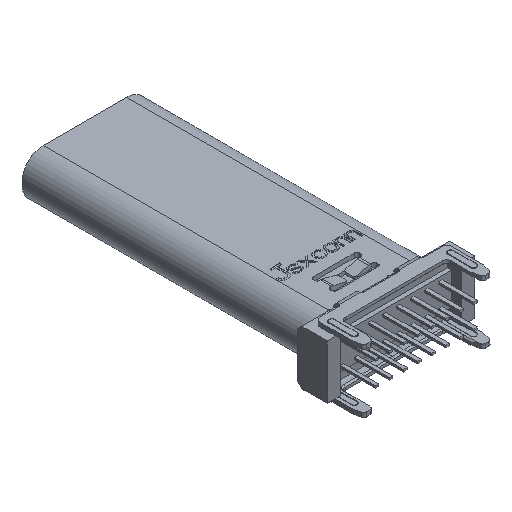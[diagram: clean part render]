
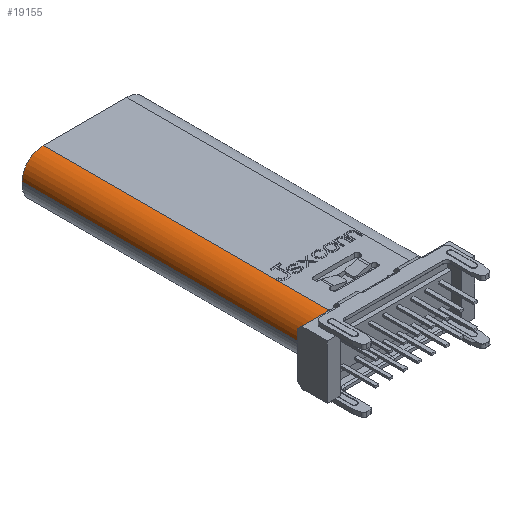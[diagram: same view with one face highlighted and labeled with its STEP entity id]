
A CAD part, isometric view. The second image highlights one B-rep face of the part: STEP entity #19155.
In plain terms, the highlighted cylindrical face has radius 1.5 mm (diameter 3 mm), a partial arc.
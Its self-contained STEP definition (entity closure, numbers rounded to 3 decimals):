
#1823=CARTESIAN_POINT('',(-10.77,11.651,
-2.22));
#1824=DIRECTION('',(0.,-1.,0.));
#1825=DIRECTION('',(-0.2,0.,0.98));
#1826=AXIS2_PLACEMENT_3D('',#1823,#1824,#1825);
#2652=DIRECTION('',(0.,-1.,0.));
#2653=VECTOR('',#2652,20.4);
#2654=CARTESIAN_POINT('',(-12.27,32.051,
-2.22));
#2655=LINE('',#2654,#2653);
#2656=DIRECTION('',(0.,1.,0.));
#2657=VECTOR('',#2656,20.282);
#2658=CARTESIAN_POINT('',(-10.77,11.769,
-0.72));
#2659=LINE('',#2658,#2657);
#2660=CARTESIAN_POINT('',(-11.07,11.651,
-0.75));
#2661=CARTESIAN_POINT('',(-11.046,11.651,
-0.745));
#2662=CARTESIAN_POINT('',(-10.998,11.659,
-0.737));
#2663=CARTESIAN_POINT('',(-10.931,11.688,
-0.728));
#2664=CARTESIAN_POINT('',(-10.893,11.718,
-0.725));
#2665=CARTESIAN_POINT('',(-10.875,11.735,
-0.724));
#2689=CARTESIAN_POINT('',(-10.77,32.051,
-2.22));
#2690=DIRECTION('',(0.,1.,0.));
#2691=DIRECTION('',(-1.,0.,0.));
#2692=AXIS2_PLACEMENT_3D('',#2689,#2690,#2691);
#3484=CARTESIAN_POINT('',(-10.875,11.735,
-0.724));
#3485=CARTESIAN_POINT('',(-10.866,11.744,
-0.723));
#3486=CARTESIAN_POINT('',(-10.845,11.76,
-0.722));
#3487=CARTESIAN_POINT('',(-10.808,11.771,
-0.72));
#3488=CARTESIAN_POINT('',(-10.783,11.771,
-0.72));
#3489=CARTESIAN_POINT('',(-10.77,11.769,
-0.72));
#11879=CARTESIAN_POINT('',(-12.27,32.051,
-2.22));
#11881=VERTEX_POINT('',#11879);
#11884=CARTESIAN_POINT('',(-10.77,32.051,
-0.72));
#11886=VERTEX_POINT('',#11884);
#12228=CARTESIAN_POINT('',(-10.77,11.769,
-0.72));
#12229=VERTEX_POINT('',#12228);
#12232=CARTESIAN_POINT('',(-10.875,11.735,
-0.724));
#12233=VERTEX_POINT('',#12232);
#14422=CARTESIAN_POINT('',(-12.27,11.651,
-2.22));
#14423=VERTEX_POINT('',#14422);
#14424=CARTESIAN_POINT('',(-11.07,11.651,
-0.75));
#14425=VERTEX_POINT('',#14424);
#19138=CARTESIAN_POINT('',(-10.77,26.651,
-2.22));
#19139=DIRECTION('',(0.,-1.,0.));
#19140=DIRECTION('',(0.,0.,-1.));
#19141=AXIS2_PLACEMENT_3D('',#19138,#19139,#19140);
#19142=CYLINDRICAL_SURFACE('',#19141,1.5);
#19143=ORIENTED_EDGE('',*,*,#17227,.T.);
#19145=ORIENTED_EDGE('',*,*,#19144,.F.);
#19147=ORIENTED_EDGE('',*,*,#19146,.T.);
#19149=ORIENTED_EDGE('',*,*,#19148,.F.);
#19151=ORIENTED_EDGE('',*,*,#19150,.F.);
#19152=ORIENTED_EDGE('',*,*,#19123,.F.);
#19153=EDGE_LOOP('',(#19143,#19145,#19147,#19149,#19151,#19152));
#19154=FACE_OUTER_BOUND('',#19153,.F.);
#1827=CIRCLE('',#1826,1.5);
#2666=B_SPLINE_CURVE_WITH_KNOTS('',3,(#2660,#2661,#2662,#2663,#2664,#2665),
.UNSPECIFIED.,.F.,.F.,(4,1,1,4),(0.,0.333,0.667,1.),
.UNSPECIFIED.);
#2693=CIRCLE('',#2692,1.5);
#3490=B_SPLINE_CURVE_WITH_KNOTS('',3,(#3484,#3485,#3486,#3487,#3488,#3489),
.UNSPECIFIED.,.F.,.F.,(4,1,1,4),(0.,0.333,0.667,1.),
.UNSPECIFIED.);
#17227=EDGE_CURVE('',#14425,#14423,#1827,.T.);
#19123=EDGE_CURVE('',#14425,#12233,#2666,.T.);
#19144=EDGE_CURVE('',#11881,#14423,#2655,.T.);
#19146=EDGE_CURVE('',#11881,#11886,#2693,.T.);
#19148=EDGE_CURVE('',#12229,#11886,#2659,.T.);
#19150=EDGE_CURVE('',#12233,#12229,#3490,.T.);
#19155=ADVANCED_FACE('',(#19154),#19142,.T.);
